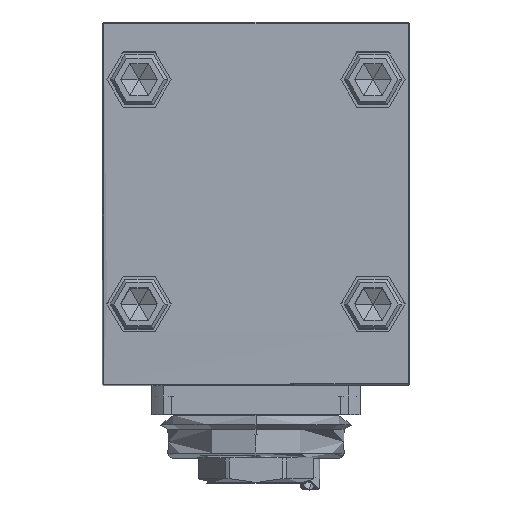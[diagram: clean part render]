
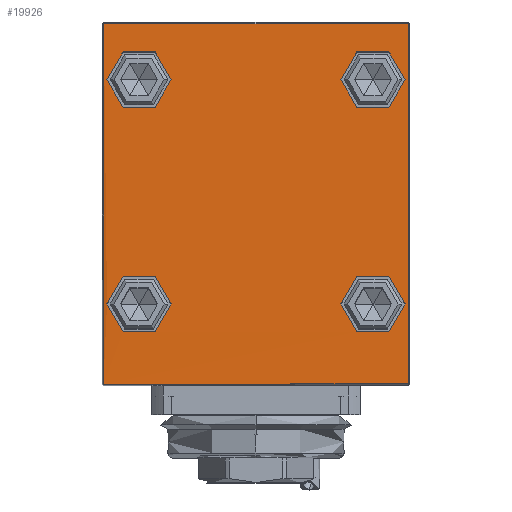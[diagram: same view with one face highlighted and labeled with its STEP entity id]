
A CAD part, top view. The second image highlights one B-rep face of the part: STEP entity #19926.
In plain terms, the highlighted planar face has unit normal (0, 0, 1).
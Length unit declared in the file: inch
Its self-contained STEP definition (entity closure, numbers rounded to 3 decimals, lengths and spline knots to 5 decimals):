
#79 = ORIENTED_EDGE ( 'NONE', *, *, #15767, .T. ) ;
#267 = VERTEX_POINT ( 'NONE', #17289 ) ;
#634 = EDGE_CURVE ( 'NONE', #14434, #8889, #11635, .T. ) ;
#1025 = DIRECTION ( 'NONE',  ( 0., 0., -1. ) ) ;
#1043 = DIRECTION ( 'NONE',  ( 1., 0., 0. ) ) ;
#1231 = CARTESIAN_POINT ( 'NONE',  ( 0., 3.05118, 4.29134 ) ) ;
#1333 = CIRCLE ( 'NONE', #2438, 0.3937 ) ;
#1338 = EDGE_CURVE ( 'NONE', #6157, #4071, #3720, .T. ) ;
#1484 = AXIS2_PLACEMENT_3D ( 'NONE', #2765, #9553, #7683 ) ;
#1720 = EDGE_LOOP ( 'NONE', ( #3255, #79 ) ) ;
#1975 = CARTESIAN_POINT ( 'NONE',  ( 1.87008, 2.06693, 4.29134 ) ) ;
#2158 = VERTEX_POINT ( 'NONE', #16462 ) ;
#2200 = AXIS2_PLACEMENT_3D ( 'NONE', #10801, #18848, #9969 ) ;
#2282 = AXIS2_PLACEMENT_3D ( 'NONE', #18437, #7795, #18325 ) ;
#2438 = AXIS2_PLACEMENT_3D ( 'NONE', #22058, #6010, #3095 ) ;
#2765 = CARTESIAN_POINT ( 'NONE',  ( -1.43701, 1.37795, 4.29134 ) ) ;
#2795 = VECTOR ( 'NONE', #12483, 39.37008 ) ;
#2908 = CARTESIAN_POINT ( 'NONE',  ( 1.43701, 1.37795, 4.29134 ) ) ;
#3095 = DIRECTION ( 'NONE',  ( 1., 0., 0. ) ) ;
#3110 = FACE_BOUND ( 'NONE', #20977, .T. ) ;
#3255 = ORIENTED_EDGE ( 'NONE', *, *, #14673, .T. ) ;
#3336 = CIRCLE ( 'NONE', #1484, 0.3937 ) ;
#3614 = DIRECTION ( 'NONE',  ( -1., 0., 0. ) ) ;
#3720 = LINE ( 'NONE', #8987, #10154 ) ;
#4070 = VERTEX_POINT ( 'NONE', #22482 ) ;
#4071 = VERTEX_POINT ( 'NONE', #4205 ) ;
#4084 = DIRECTION ( 'NONE',  ( 0., 0., -1. ) ) ;
#4205 = CARTESIAN_POINT ( 'NONE',  ( -1.87008, 2.06693, 4.29134 ) ) ;
#4239 = CARTESIAN_POINT ( 'NONE',  ( 1.83071, 1.37795, 4.29134 ) ) ;
#4426 = DIRECTION ( 'NONE',  ( 0., 0., -1. ) ) ;
#4528 = CIRCLE ( 'NONE', #7525, 0.3937 ) ;
#4771 = DIRECTION ( 'NONE',  ( 1., 0., 0. ) ) ;
#5573 = CIRCLE ( 'NONE', #2200, 0.3937 ) ;
#5782 = VECTOR ( 'NONE', #1043, 39.37008 ) ;
#5888 = EDGE_CURVE ( 'NONE', #4070, #267, #8082, .T. ) ;
#6010 = DIRECTION ( 'NONE',  ( 0., 0., -1. ) ) ;
#6157 = VERTEX_POINT ( 'NONE', #1975 ) ;
#6300 = CARTESIAN_POINT ( 'NONE',  ( 1.43701, 1.37795, 4.29134 ) ) ;
#6459 = VERTEX_POINT ( 'NONE', #19033 ) ;
#6513 = EDGE_LOOP ( 'NONE', ( #18032, #7854 ) ) ;
#6727 = DIRECTION ( 'NONE',  ( 1., 0., 0. ) ) ;
#6911 = CARTESIAN_POINT ( 'NONE',  ( -1.43701, -1.37795, 4.29134 ) ) ;
#6959 = FACE_BOUND ( 'NONE', #6513, .T. ) ;
#7525 = AXIS2_PLACEMENT_3D ( 'NONE', #2908, #1025, #4771 ) ;
#7683 = DIRECTION ( 'NONE',  ( 1., 0., 0. ) ) ;
#7686 = AXIS2_PLACEMENT_3D ( 'NONE', #6911, #4426, #11217 ) ;
#7709 = CARTESIAN_POINT ( 'NONE',  ( 1.04331, -1.37795, 4.29134 ) ) ;
#7795 = DIRECTION ( 'NONE',  ( 0., 0., -1. ) ) ;
#7854 = ORIENTED_EDGE ( 'NONE', *, *, #634, .T. ) ;
#8082 = LINE ( 'NONE', #11576, #5782 ) ;
#8472 = DIRECTION ( 'NONE',  ( 0., 0., -1. ) ) ;
#8477 = CARTESIAN_POINT ( 'NONE',  ( 1.83071, -1.37795, 4.29134 ) ) ;
#8889 = VERTEX_POINT ( 'NONE', #8477 ) ;
#8987 = CARTESIAN_POINT ( 'NONE',  ( 0., 2.06693, 4.29134 ) ) ;
#9553 = DIRECTION ( 'NONE',  ( 0., 0., -1. ) ) ;
#9679 = AXIS2_PLACEMENT_3D ( 'NONE', #6300, #4084, #11218 ) ;
#9754 = ORIENTED_EDGE ( 'NONE', *, *, #21673, .T. ) ;
#9930 = CIRCLE ( 'NONE', #7686, 0.3937 ) ;
#9969 = DIRECTION ( 'NONE',  ( 1., 0., 0. ) ) ;
#10154 = VECTOR ( 'NONE', #3614, 39.37008 ) ;
#10244 = DIRECTION ( 'NONE',  ( 0., 0., 1. ) ) ;
#10499 = AXIS2_PLACEMENT_3D ( 'NONE', #1231, #10244, #6727 ) ;
#10611 = EDGE_LOOP ( 'NONE', ( #18131, #11163 ) ) ;
#10801 = CARTESIAN_POINT ( 'NONE',  ( -1.43701, -1.37795, 4.29134 ) ) ;
#11163 = ORIENTED_EDGE ( 'NONE', *, *, #12249, .T. ) ;
#11217 = DIRECTION ( 'NONE',  ( 1., 0., 0. ) ) ;
#11218 = DIRECTION ( 'NONE',  ( 1., 0., 0. ) ) ;
#11576 = CARTESIAN_POINT ( 'NONE',  ( 0., -2.35827, 4.29134 ) ) ;
#11635 = CIRCLE ( 'NONE', #2282, 0.3937 ) ;
#11642 = EDGE_CURVE ( 'NONE', #14825, #20495, #5573, .T. ) ;
#11933 = CIRCLE ( 'NONE', #9679, 0.3937 ) ;
#11993 = FACE_BOUND ( 'NONE', #1720, .T. ) ;
#12249 = EDGE_CURVE ( 'NONE', #6459, #15928, #3336, .T. ) ;
#12483 = DIRECTION ( 'NONE',  ( 0., 1., 0. ) ) ;
#12846 = EDGE_LOOP ( 'NONE', ( #19891, #16467, #16141, #14728 ) ) ;
#12860 = ORIENTED_EDGE ( 'NONE', *, *, #11642, .T. ) ;
#13033 = VECTOR ( 'NONE', #17052, 39.37008 ) ;
#13069 = AXIS2_PLACEMENT_3D ( 'NONE', #16881, #8472, #15939 ) ;
#13604 = EDGE_CURVE ( 'NONE', #15928, #6459, #20177, .T. ) ;
#14434 = VERTEX_POINT ( 'NONE', #7709 ) ;
#14673 = EDGE_CURVE ( 'NONE', #20282, #2158, #4528, .T. ) ;
#14728 = ORIENTED_EDGE ( 'NONE', *, *, #17438, .T. ) ;
#14825 = VERTEX_POINT ( 'NONE', #16219 ) ;
#15767 = EDGE_CURVE ( 'NONE', #2158, #20282, #11933, .T. ) ;
#15824 = CARTESIAN_POINT ( 'NONE',  ( -1.83071, -1.37795, 4.29134 ) ) ;
#15845 = FACE_OUTER_BOUND ( 'NONE', #12846, .T. ) ;
#15928 = VERTEX_POINT ( 'NONE', #18213 ) ;
#15939 = DIRECTION ( 'NONE',  ( 1., 0., 0. ) ) ;
#16141 = ORIENTED_EDGE ( 'NONE', *, *, #1338, .T. ) ;
#16219 = CARTESIAN_POINT ( 'NONE',  ( -1.04331, -1.37795, 4.29134 ) ) ;
#16462 = CARTESIAN_POINT ( 'NONE',  ( 1.04331, 1.37795, 4.29134 ) ) ;
#16467 = ORIENTED_EDGE ( 'NONE', *, *, #23096, .T. ) ;
#16881 = CARTESIAN_POINT ( 'NONE',  ( -1.43701, 1.37795, 4.29134 ) ) ;
#17052 = DIRECTION ( 'NONE',  ( 0., -1., 0. ) ) ;
#17167 = CARTESIAN_POINT ( 'NONE',  ( -1.87008, 3.05118, 4.29134 ) ) ;
#17289 = CARTESIAN_POINT ( 'NONE',  ( 1.87008, -2.35827, 4.29134 ) ) ;
#17438 = EDGE_CURVE ( 'NONE', #4071, #4070, #19161, .T. ) ;
#18032 = ORIENTED_EDGE ( 'NONE', *, *, #21304, .T. ) ;
#18131 = ORIENTED_EDGE ( 'NONE', *, *, #13604, .T. ) ;
#18213 = CARTESIAN_POINT ( 'NONE',  ( -1.04331, 1.37795, 4.29134 ) ) ;
#18325 = DIRECTION ( 'NONE',  ( 1., 0., 0. ) ) ;
#18437 = CARTESIAN_POINT ( 'NONE',  ( 1.43701, -1.37795, 4.29134 ) ) ;
#18848 = DIRECTION ( 'NONE',  ( 0., 0., -1. ) ) ;
#19010 = PLANE ( 'NONE',  #10499 ) ;
#19033 = CARTESIAN_POINT ( 'NONE',  ( -1.83071, 1.37795, 4.29134 ) ) ;
#19134 = FACE_BOUND ( 'NONE', #10611, .T. ) ;
#19161 = LINE ( 'NONE', #17167, #13033 ) ;
#19508 = CARTESIAN_POINT ( 'NONE',  ( 1.87008, 3.05118, 4.29134 ) ) ;
#19891 = ORIENTED_EDGE ( 'NONE', *, *, #5888, .T. ) ;
#19926 = ADVANCED_FACE ( 'NONE', ( #19134, #3110, #6959, #11993, #15845 ), #19010, .T. ) ;
#20177 = CIRCLE ( 'NONE', #13069, 0.3937 ) ;
#20282 = VERTEX_POINT ( 'NONE', #4239 ) ;
#20495 = VERTEX_POINT ( 'NONE', #15824 ) ;
#20977 = EDGE_LOOP ( 'NONE', ( #12860, #9754 ) ) ;
#21304 = EDGE_CURVE ( 'NONE', #8889, #14434, #1333, .T. ) ;
#21673 = EDGE_CURVE ( 'NONE', #20495, #14825, #9930, .T. ) ;
#21734 = LINE ( 'NONE', #19508, #2795 ) ;
#22058 = CARTESIAN_POINT ( 'NONE',  ( 1.43701, -1.37795, 4.29134 ) ) ;
#22482 = CARTESIAN_POINT ( 'NONE',  ( -1.87568, -2.36531, 4.2787 ) ) ;
#23096 = EDGE_CURVE ( 'NONE', #267, #6157, #21734, .T. ) ;
